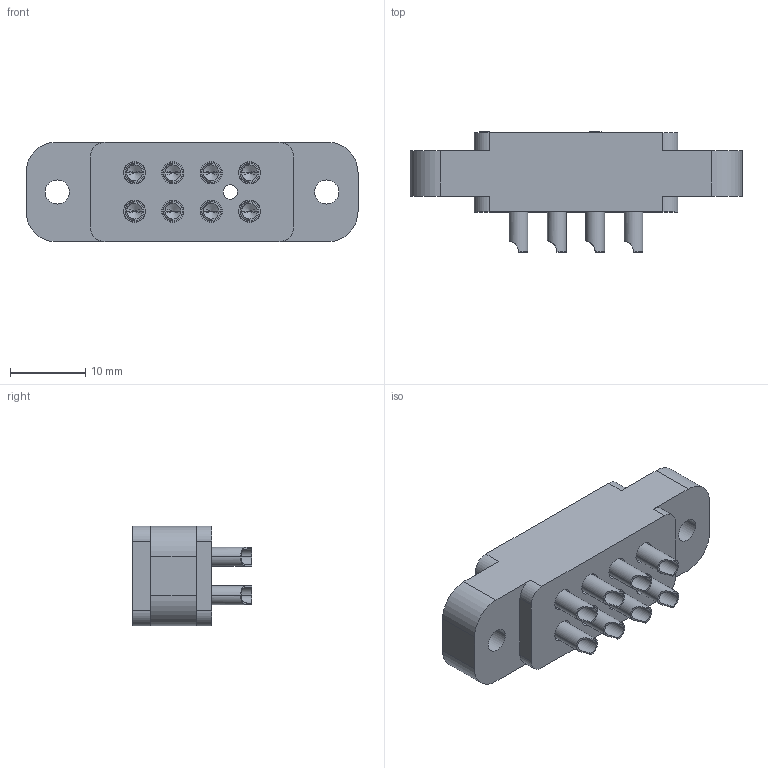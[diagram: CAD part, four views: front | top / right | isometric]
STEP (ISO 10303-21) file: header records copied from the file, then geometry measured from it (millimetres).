
FILE_DESCRIPTION((''),'2;1');
FILE_NAME('00150031102','2019-12-04T',('presta_be4'),(''),'CREO PARAMETRIC BY PTC INC, 2018360','CREO PARAMETRIC BY PTC INC, 2018360','');
FILE_SCHEMA(('CONFIG_CONTROL_DESIGN'));
Length unit declared in the file: millimetre
Products named in the file (1): 00150031102
Bounding box: 44 x 15.9 x 13.2 mm (x, y, z)
Volume: 4667.9 mm3; surface area: 4546.5 mm2
Topology: 1 solids, 1 shells, 785 faces, 2061 edges, 1314 vertices
Faces by surface type: plane 419, cylinder 170, cone 162, torus 34
Entity records: 28843 total; most frequent: CARTESIAN_POINT 9768, ORIENTED_EDGE 4058, DIRECTION 3833, EDGE_CURVE 2029, AXIS2_PLACEMENT_3D 1355, VERTEX_POINT 1314, VECTOR 1123, LINE 1123
